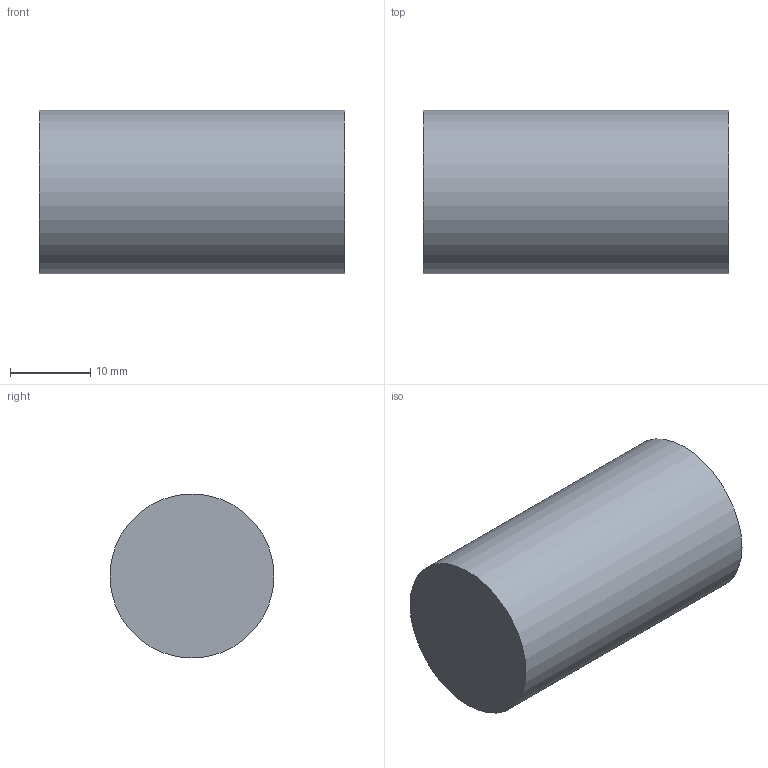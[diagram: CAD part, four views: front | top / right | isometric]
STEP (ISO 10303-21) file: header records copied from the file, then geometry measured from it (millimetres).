
FILE_DESCRIPTION(/* description */ ('STEP AP242','CAx-IF Rec.Pracs.---Representation and Presentation of Product Manufacturing Information (PMI)---4.0---2014-10-13','CAx-IF Rec.Pracs.---3D Tessellated Geometry---0.4---2014-09-14','2;1'),/* implementation_level */ '2;1');
FILE_NAME(/* name */ '61f6b6c01218122d01937b60',/* time_stamp */ '2022-01-30T16:03:13+00:00',/* author */ (''),/* organization */ (''),/* preprocessor_version */ 'ST-DEVELOPER v18.101',/* originating_system */ ' ',/* authorisation */ ' ');
FILE_SCHEMA (('AP242_MANAGED_MODEL_BASED_3D_ENGINEERING_MIM_LF { 1 0 10303 442 1 1 4 }'));
Length unit declared in the file: metre
Products named in the file (1): CaF_dt_D4
Bounding box: 38.1 x 20.45 x 20.45 mm (x, y, z)
Volume: 12163 mm3; surface area: 9447.6 mm2
Topology: 1 solids, 12 shells, 38 faces, 39 edges, 26 vertices
Faces by surface type: plane 25, cylinder 13
Full cylindrical faces by diameter (mm): 19.05 x12, 20.447 x1
Entity records: 644 total; most frequent: DIRECTION 130, CARTESIAN_POINT 91, AXIS2_PLACEMENT_3D 65, ORIENTED_EDGE 52, EDGE_LOOP 52, FACE_BOUND 52, ADVANCED_FACE 38, EDGE_CURVE 26
